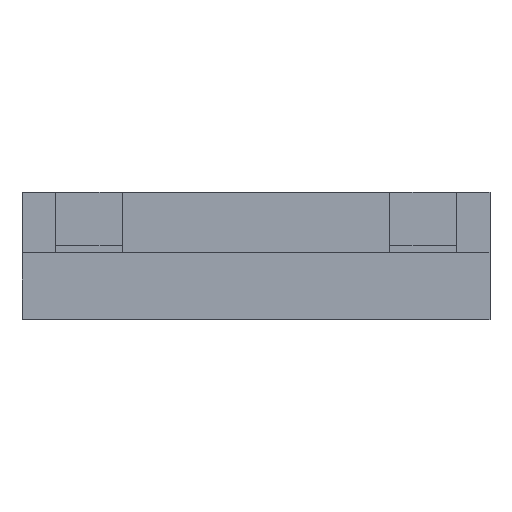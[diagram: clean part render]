
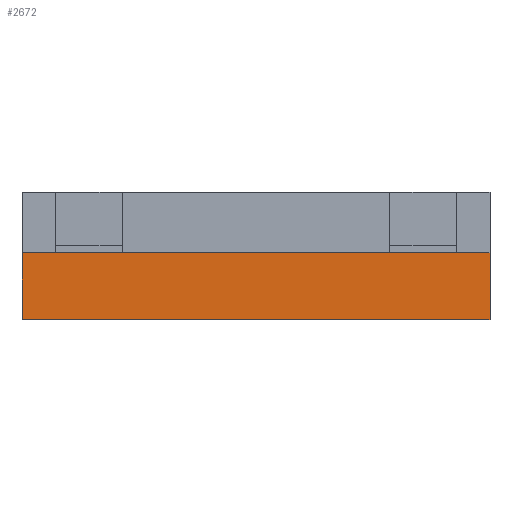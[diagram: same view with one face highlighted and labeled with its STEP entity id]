
A CAD part, front view. The second image highlights one B-rep face of the part: STEP entity #2672.
In plain terms, the highlighted planar face has unit normal (0, -1, 0).
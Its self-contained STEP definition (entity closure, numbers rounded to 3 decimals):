
#375=FACE_OUTER_BOUND('',#520,.T.);
#520=EDGE_LOOP('',(#2413,#2414,#2415,#2416));
#582=LINE('',#3272,#823);
#760=LINE('',#5530,#1001);
#761=LINE('',#5532,#1002);
#762=LINE('',#5533,#1003);
#823=VECTOR('',#2867,10.);
#1001=VECTOR('',#3119,10.);
#1002=VECTOR('',#3120,10.);
#1003=VECTOR('',#3121,10.);
#1064=VERTEX_POINT('',#3269);
#1065=VERTEX_POINT('',#3271);
#1284=VERTEX_POINT('',#5529);
#1285=VERTEX_POINT('',#5531);
#1346=EDGE_CURVE('',#1064,#1065,#582,.T.);
#1674=EDGE_CURVE('',#1064,#1284,#760,.T.);
#1675=EDGE_CURVE('',#1285,#1284,#761,.T.);
#1676=EDGE_CURVE('',#1065,#1285,#762,.T.);
#2413=ORIENTED_EDGE('',*,*,#1346,.F.);
#2414=ORIENTED_EDGE('',*,*,#1674,.T.);
#2415=ORIENTED_EDGE('',*,*,#1675,.F.);
#2416=ORIENTED_EDGE('',*,*,#1676,.F.);
#2534=PLANE('',#2757);
#2672=ADVANCED_FACE('',(#375),#2534,.T.);
#2757=AXIS2_PLACEMENT_3D('',#5528,#3117,#3118);
#2867=DIRECTION('',(1.,0.,0.));
#3117=DIRECTION('center_axis',(0.,-1.,0.));
#3118=DIRECTION('ref_axis',(-1.,0.,0.));
#3119=DIRECTION('',(0.,0.,-1.));
#3120=DIRECTION('',(-1.,0.,0.));
#3121=DIRECTION('',(0.,0.,-1.));
#3269=CARTESIAN_POINT('',(-35.,275.,50.));
#3271=CARTESIAN_POINT('',(35.,275.,50.));
#3272=CARTESIAN_POINT('',(17.5,275.,50.));
#5528=CARTESIAN_POINT('Origin',(35.,275.,50.));
#5529=CARTESIAN_POINT('',(-35.,275.,40.));
#5530=CARTESIAN_POINT('',(-35.,275.,50.));
#5531=CARTESIAN_POINT('',(35.,275.,40.));
#5532=CARTESIAN_POINT('',(450.,275.,40.));
#5533=CARTESIAN_POINT('',(35.,275.,50.));
